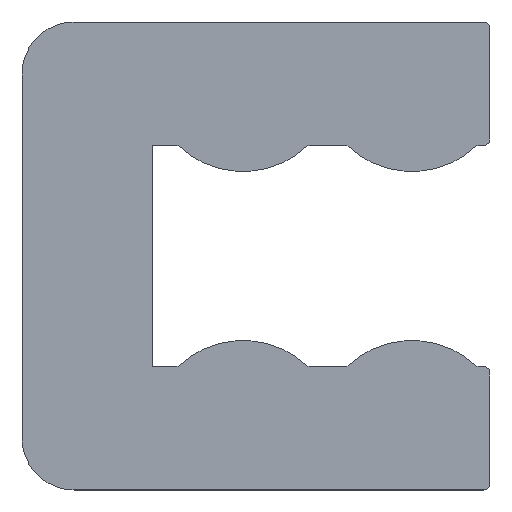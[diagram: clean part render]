
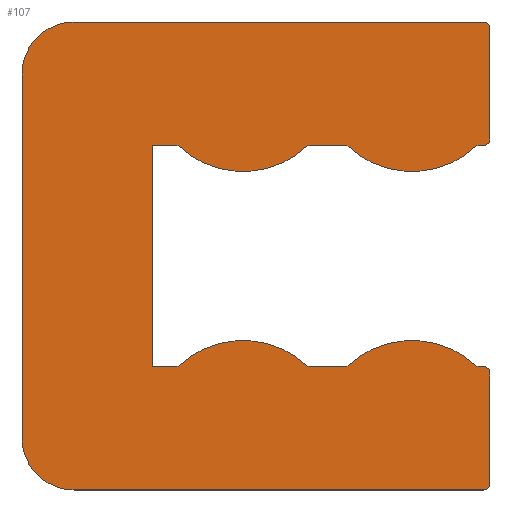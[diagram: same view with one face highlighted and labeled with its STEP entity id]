
A CAD part, top view. The second image highlights one B-rep face of the part: STEP entity #107.
In plain terms, the highlighted planar face has unit normal (0, 0, 1).
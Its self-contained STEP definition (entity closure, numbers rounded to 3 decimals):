
#107=ADVANCED_FACE('',(#145),#131,.T.);
#131=PLANE('',#558);
#145=FACE_OUTER_BOUND('',#169,.T.);
#169=EDGE_LOOP('',(#213,#214,#215,#216,#217,#218,#219,#220,#221,#222,#223,
#224,#225,#226,#227,#228,#229,#230,#231,#232,#233,#234));
#193=CIRCLE('',#548,0.25);
#194=CIRCLE('',#549,3.625);
#195=CIRCLE('',#550,3.625);
#196=CIRCLE('',#551,3.625);
#197=CIRCLE('',#552,3.625);
#198=CIRCLE('',#553,0.25);
#199=CIRCLE('',#554,0.25);
#200=CIRCLE('',#555,2.);
#201=CIRCLE('',#556,2.);
#202=CIRCLE('',#557,0.25);
#213=ORIENTED_EDGE('',*,*,#389,.F.);
#214=ORIENTED_EDGE('',*,*,#390,.T.);
#215=ORIENTED_EDGE('',*,*,#391,.F.);
#216=ORIENTED_EDGE('',*,*,#392,.F.);
#217=ORIENTED_EDGE('',*,*,#393,.F.);
#218=ORIENTED_EDGE('',*,*,#394,.F.);
#219=ORIENTED_EDGE('',*,*,#395,.F.);
#220=ORIENTED_EDGE('',*,*,#396,.F.);
#221=ORIENTED_EDGE('',*,*,#397,.F.);
#222=ORIENTED_EDGE('',*,*,#398,.T.);
#223=ORIENTED_EDGE('',*,*,#399,.F.);
#224=ORIENTED_EDGE('',*,*,#400,.T.);
#225=ORIENTED_EDGE('',*,*,#401,.F.);
#226=ORIENTED_EDGE('',*,*,#402,.T.);
#227=ORIENTED_EDGE('',*,*,#403,.F.);
#228=ORIENTED_EDGE('',*,*,#404,.T.);
#229=ORIENTED_EDGE('',*,*,#405,.F.);
#230=ORIENTED_EDGE('',*,*,#406,.T.);
#231=ORIENTED_EDGE('',*,*,#407,.F.);
#232=ORIENTED_EDGE('',*,*,#408,.T.);
#233=ORIENTED_EDGE('',*,*,#409,.F.);
#234=ORIENTED_EDGE('',*,*,#410,.T.);
#345=VERTEX_POINT('',#730);
#346=VERTEX_POINT('',#731);
#347=VERTEX_POINT('',#733);
#348=VERTEX_POINT('',#735);
#349=VERTEX_POINT('',#737);
#350=VERTEX_POINT('',#739);
#351=VERTEX_POINT('',#741);
#352=VERTEX_POINT('',#743);
#353=VERTEX_POINT('',#745);
#354=VERTEX_POINT('',#747);
#355=VERTEX_POINT('',#749);
#356=VERTEX_POINT('',#751);
#357=VERTEX_POINT('',#753);
#358=VERTEX_POINT('',#755);
#359=VERTEX_POINT('',#757);
#360=VERTEX_POINT('',#759);
#361=VERTEX_POINT('',#761);
#362=VERTEX_POINT('',#763);
#363=VERTEX_POINT('',#765);
#364=VERTEX_POINT('',#767);
#365=VERTEX_POINT('',#769);
#366=VERTEX_POINT('',#771);
#389=EDGE_CURVE('',#345,#346,#455,.T.);
#390=EDGE_CURVE('',#345,#347,#193,.T.);
#391=EDGE_CURVE('',#348,#347,#456,.T.);
#392=EDGE_CURVE('',#349,#348,#194,.T.);
#393=EDGE_CURVE('',#350,#349,#457,.T.);
#394=EDGE_CURVE('',#351,#350,#195,.T.);
#395=EDGE_CURVE('',#352,#351,#458,.T.);
#396=EDGE_CURVE('',#353,#352,#459,.T.);
#397=EDGE_CURVE('',#354,#353,#460,.T.);
#398=EDGE_CURVE('',#354,#355,#196,.T.);
#399=EDGE_CURVE('',#356,#355,#461,.T.);
#400=EDGE_CURVE('',#356,#357,#197,.T.);
#401=EDGE_CURVE('',#358,#357,#462,.T.);
#402=EDGE_CURVE('',#358,#359,#198,.T.);
#403=EDGE_CURVE('',#360,#359,#463,.T.);
#404=EDGE_CURVE('',#360,#361,#199,.T.);
#405=EDGE_CURVE('',#362,#361,#464,.T.);
#406=EDGE_CURVE('',#362,#363,#200,.T.);
#407=EDGE_CURVE('',#364,#363,#465,.T.);
#408=EDGE_CURVE('',#364,#365,#201,.T.);
#409=EDGE_CURVE('',#366,#365,#466,.T.);
#410=EDGE_CURVE('',#366,#346,#202,.T.);
#455=LINE('',#729,#501);
#456=LINE('',#734,#502);
#457=LINE('',#738,#503);
#458=LINE('',#742,#504);
#459=LINE('',#744,#505);
#460=LINE('',#746,#506);
#461=LINE('',#750,#507);
#462=LINE('',#754,#508);
#463=LINE('',#758,#509);
#464=LINE('',#762,#510);
#465=LINE('',#766,#511);
#466=LINE('',#770,#512);
#501=VECTOR('',#594,1.);
#502=VECTOR('',#597,1.);
#503=VECTOR('',#600,1.);
#504=VECTOR('',#603,1.);
#505=VECTOR('',#604,1.);
#506=VECTOR('',#605,1.);
#507=VECTOR('',#608,1.);
#508=VECTOR('',#611,1.);
#509=VECTOR('',#614,1.);
#510=VECTOR('',#617,1.);
#511=VECTOR('',#620,1.);
#512=VECTOR('',#623,1.);
#548=AXIS2_PLACEMENT_3D('',#732,#595,#596);
#549=AXIS2_PLACEMENT_3D('',#736,#598,#599);
#550=AXIS2_PLACEMENT_3D('',#740,#601,#602);
#551=AXIS2_PLACEMENT_3D('',#748,#606,#607);
#552=AXIS2_PLACEMENT_3D('',#752,#609,#610);
#553=AXIS2_PLACEMENT_3D('',#756,#612,#613);
#554=AXIS2_PLACEMENT_3D('',#760,#615,#616);
#555=AXIS2_PLACEMENT_3D('',#764,#618,#619);
#556=AXIS2_PLACEMENT_3D('',#768,#621,#622);
#557=AXIS2_PLACEMENT_3D('',#772,#624,#625);
#558=AXIS2_PLACEMENT_3D('',#773,#626,#627);
#594=DIRECTION('',(0.,-1.,0.));
#595=DIRECTION('',(0.,0.,1.));
#596=DIRECTION('',(1.,0.,0.));
#597=DIRECTION('',(1.,0.,0.));
#598=DIRECTION('',(0.,0.,-1.));
#599=DIRECTION('',(1.,0.,0.));
#600=DIRECTION('',(1.,0.,0.));
#601=DIRECTION('',(0.,0.,-1.));
#602=DIRECTION('',(1.,0.,0.));
#603=DIRECTION('',(1.,0.,0.));
#604=DIRECTION('',(0.,-1.,0.));
#605=DIRECTION('',(-1.,0.,0.));
#606=DIRECTION('',(0.,0.,1.));
#607=DIRECTION('',(1.,0.,0.));
#608=DIRECTION('',(-1.,0.,0.));
#609=DIRECTION('',(0.,0.,1.));
#610=DIRECTION('',(1.,0.,0.));
#611=DIRECTION('',(-1.,0.,0.));
#612=DIRECTION('',(0.,0.,1.));
#613=DIRECTION('',(1.,0.,0.));
#614=DIRECTION('',(0.,-1.,0.));
#615=DIRECTION('',(0.,0.,1.));
#616=DIRECTION('',(1.,0.,0.));
#617=DIRECTION('',(1.,0.,0.));
#618=DIRECTION('',(0.,0.,1.));
#619=DIRECTION('',(1.,0.,0.));
#620=DIRECTION('',(0.,1.,0.));
#621=DIRECTION('',(0.,0.,1.));
#622=DIRECTION('',(1.,0.,0.));
#623=DIRECTION('',(-1.,0.,0.));
#624=DIRECTION('',(0.,0.,1.));
#625=DIRECTION('',(1.,0.,0.));
#626=DIRECTION('',(0.,0.,1.));
#627=DIRECTION('',(1.,0.,0.));
#729=CARTESIAN_POINT('',(18.,18.,0.305));
#730=CARTESIAN_POINT('',(18.,4.5,0.305));
#731=CARTESIAN_POINT('',(18.,0.25,0.305));
#732=CARTESIAN_POINT('',(17.75,4.5,0.305));
#733=CARTESIAN_POINT('',(17.75,4.75,0.305));
#734=CARTESIAN_POINT('',(15.,4.75,0.305));
#735=CARTESIAN_POINT('',(17.5,4.75,0.305));
#736=CARTESIAN_POINT('',(15.,2.125,0.305));
#737=CARTESIAN_POINT('',(12.5,4.75,0.305));
#738=CARTESIAN_POINT('',(15.,4.75,0.305));
#739=CARTESIAN_POINT('',(11.,4.75,0.305));
#740=CARTESIAN_POINT('',(8.5,2.125,0.305));
#741=CARTESIAN_POINT('',(6.,4.75,0.305));
#742=CARTESIAN_POINT('',(15.,4.75,0.305));
#743=CARTESIAN_POINT('',(5.,4.75,0.305));
#744=CARTESIAN_POINT('',(5.,9.,0.305));
#745=CARTESIAN_POINT('',(5.,13.25,0.305));
#746=CARTESIAN_POINT('',(15.,13.25,0.305));
#747=CARTESIAN_POINT('',(6.,13.25,0.305));
#748=CARTESIAN_POINT('',(8.5,15.875,0.305));
#749=CARTESIAN_POINT('',(11.,13.25,0.305));
#750=CARTESIAN_POINT('',(15.,13.25,0.305));
#751=CARTESIAN_POINT('',(12.5,13.25,0.305));
#752=CARTESIAN_POINT('',(15.,15.875,0.305));
#753=CARTESIAN_POINT('',(17.5,13.25,0.305));
#754=CARTESIAN_POINT('',(15.,13.25,0.305));
#755=CARTESIAN_POINT('',(17.75,13.25,0.305));
#756=CARTESIAN_POINT('',(17.75,13.5,0.305));
#757=CARTESIAN_POINT('',(18.,13.5,0.305));
#758=CARTESIAN_POINT('',(18.,18.,0.305));
#759=CARTESIAN_POINT('',(18.,17.75,0.305));
#760=CARTESIAN_POINT('',(17.75,17.75,0.305));
#761=CARTESIAN_POINT('',(17.75,18.,0.305));
#762=CARTESIAN_POINT('',(15.,18.,0.305));
#763=CARTESIAN_POINT('',(2.,18.,0.305));
#764=CARTESIAN_POINT('',(2.,16.,0.305));
#765=CARTESIAN_POINT('',(0.,16.,0.305));
#766=CARTESIAN_POINT('',(0.,9.,0.305));
#767=CARTESIAN_POINT('',(0.,2.,0.305));
#768=CARTESIAN_POINT('',(2.,2.,0.305));
#769=CARTESIAN_POINT('',(2.,0.,0.305));
#770=CARTESIAN_POINT('',(15.,0.,0.305));
#771=CARTESIAN_POINT('',(17.75,0.,0.305));
#772=CARTESIAN_POINT('',(17.75,0.25,0.305));
#773=CARTESIAN_POINT('',(15.,9.,0.305));
